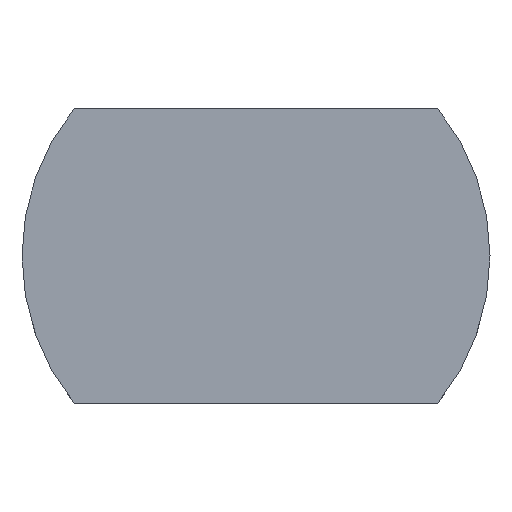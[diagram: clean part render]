
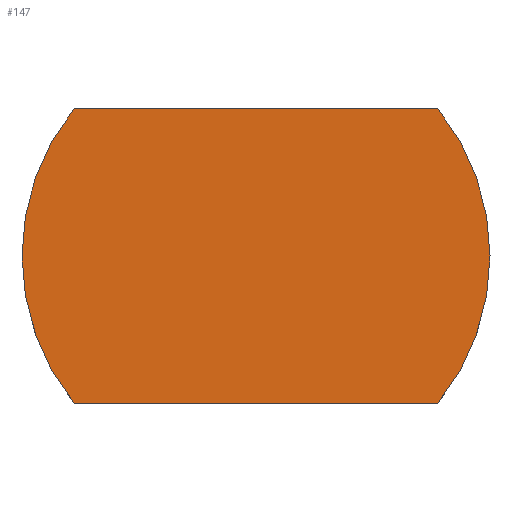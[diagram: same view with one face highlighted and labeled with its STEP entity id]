
A CAD part, top view. The second image highlights one B-rep face of the part: STEP entity #147.
In plain terms, the highlighted planar face has unit normal (0, 0, 1).
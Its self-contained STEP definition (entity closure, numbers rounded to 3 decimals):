
#4 = DIRECTION ( 'NONE',  ( 1., 0., 0. ) ) ;
#28 = VERTEX_POINT ( 'NONE', #229 ) ;
#40 = EDGE_LOOP ( 'NONE', ( #497, #623, #670, #693, #323 ) ) ;
#45 = PLANE ( 'NONE',  #153 ) ;
#55 = CARTESIAN_POINT ( 'NONE',  ( 0., 0., 6.449 ) ) ;
#80 = DIRECTION ( 'NONE',  ( 0., 0., 1. ) ) ;
#118 = AXIS2_PLACEMENT_3D ( 'NONE', #401, #80, #403 ) ;
#129 = DIRECTION ( 'NONE',  ( 1., 0., 0. ) ) ;
#147 = ADVANCED_FACE ( 'NONE', ( #683 ), #45, .F. ) ;
#153 = AXIS2_PLACEMENT_3D ( 'NONE', #585, #527, #533 ) ;
#155 = CARTESIAN_POINT ( 'NONE',  ( -1.55, 0.975, 6.449 ) ) ;
#164 = LINE ( 'NONE', #394, #191 ) ;
#191 = VECTOR ( 'NONE', #129, 1000. ) ;
#229 = CARTESIAN_POINT ( 'NONE',  ( 1.55, 0., 6.449 ) ) ;
#269 = CARTESIAN_POINT ( 'NONE',  ( -1.205, -0.975, 6.449 ) ) ;
#294 = VERTEX_POINT ( 'NONE', #705 ) ;
#323 = ORIENTED_EDGE ( 'NONE', *, *, #355, .T. ) ;
#343 = EDGE_CURVE ( 'NONE', #28, #474, #599, .T. ) ;
#353 = DIRECTION ( 'NONE',  ( 1., 0., 0. ) ) ;
#355 = EDGE_CURVE ( 'NONE', #474, #671, #378, .T. ) ;
#363 = VECTOR ( 'NONE', #543, 1000. ) ;
#378 = LINE ( 'NONE', #155, #363 ) ;
#386 = CIRCLE ( 'NONE', #572, 1.55 ) ;
#394 = CARTESIAN_POINT ( 'NONE',  ( -1.55, -0.975, 6.449 ) ) ;
#401 = CARTESIAN_POINT ( 'NONE',  ( 0., 0., 6.449 ) ) ;
#403 = DIRECTION ( 'NONE',  ( 1., 0., 0. ) ) ;
#454 = CARTESIAN_POINT ( 'NONE',  ( 0., 0., 6.449 ) ) ;
#474 = VERTEX_POINT ( 'NONE', #557 ) ;
#497 = ORIENTED_EDGE ( 'NONE', *, *, #538, .T. ) ;
#505 = VERTEX_POINT ( 'NONE', #269 ) ;
#515 = DIRECTION ( 'NONE',  ( 0., 0., 1. ) ) ;
#517 = EDGE_CURVE ( 'NONE', #505, #294, #164, .T. ) ;
#527 = DIRECTION ( 'NONE',  ( 0., 0., -1. ) ) ;
#533 = DIRECTION ( 'NONE',  ( -1., 0., 0. ) ) ;
#538 = EDGE_CURVE ( 'NONE', #671, #505, #386, .T. ) ;
#543 = DIRECTION ( 'NONE',  ( -1., 0., 0. ) ) ;
#550 = AXIS2_PLACEMENT_3D ( 'NONE', #55, #653, #4 ) ;
#551 = CARTESIAN_POINT ( 'NONE',  ( -1.205, 0.975, 6.449 ) ) ;
#557 = CARTESIAN_POINT ( 'NONE',  ( 1.205, 0.975, 6.449 ) ) ;
#563 = EDGE_CURVE ( 'NONE', #294, #28, #706, .T. ) ;
#572 = AXIS2_PLACEMENT_3D ( 'NONE', #454, #515, #353 ) ;
#585 = CARTESIAN_POINT ( 'NONE',  ( -1.55, 0., 6.449 ) ) ;
#599 = CIRCLE ( 'NONE', #550, 1.55 ) ;
#623 = ORIENTED_EDGE ( 'NONE', *, *, #517, .T. ) ;
#653 = DIRECTION ( 'NONE',  ( 0., 0., 1. ) ) ;
#670 = ORIENTED_EDGE ( 'NONE', *, *, #563, .T. ) ;
#671 = VERTEX_POINT ( 'NONE', #551 ) ;
#683 = FACE_OUTER_BOUND ( 'NONE', #40, .T. ) ;
#693 = ORIENTED_EDGE ( 'NONE', *, *, #343, .T. ) ;
#705 = CARTESIAN_POINT ( 'NONE',  ( 1.205, -0.975, 6.449 ) ) ;
#706 = CIRCLE ( 'NONE', #118, 1.55 ) ;
